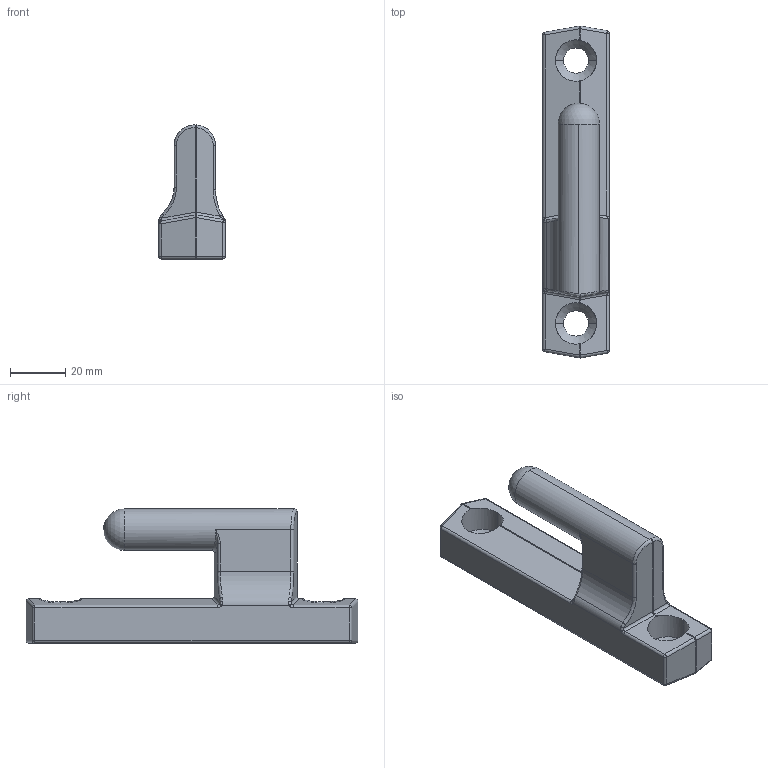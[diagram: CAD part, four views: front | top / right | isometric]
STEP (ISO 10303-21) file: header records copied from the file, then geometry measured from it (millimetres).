
FILE_DESCRIPTION (( 'STEP AP214' ), '1' );
FILE_NAME ('04151-Tailgate Hinge Pin Plain Steel 120x24mm.STEP', '2018-10-09T02:04:38', ( '' ), ( '' ), 'SwSTEP 2.0', 'SolidWorks 2018', '' );
FILE_SCHEMA (( 'AUTOMOTIVE_DESIGN' ));
Length unit declared in the file: millimetre
Products named in the file (1): 04151-Tailgate Hinge Pin Plain Steel 120x24mm
Bounding box: 24 x 119.97 x 48.5 mm (x, y, z)
Volume: 58966.1 mm3; surface area: 14593 mm2
Topology: 1 solids, 1 shells, 358 faces, 936 edges, 595 vertices
Faces by surface type: plane 180, bspline 113, cylinder 47, sphere 14, cone 4
Entity records: 16170 total; most frequent: CARTESIAN_POINT 8279, ORIENTED_EDGE 1842, DIRECTION 1247, EDGE_CURVE 921, VECTOR 591, LINE 591, VERTEX_POINT 588, EDGE_LOOP 385
